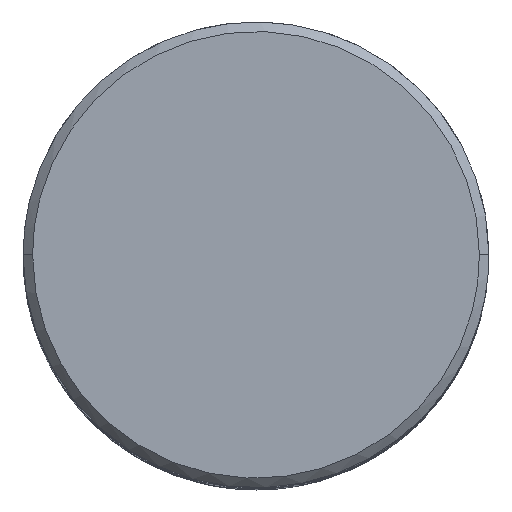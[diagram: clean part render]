
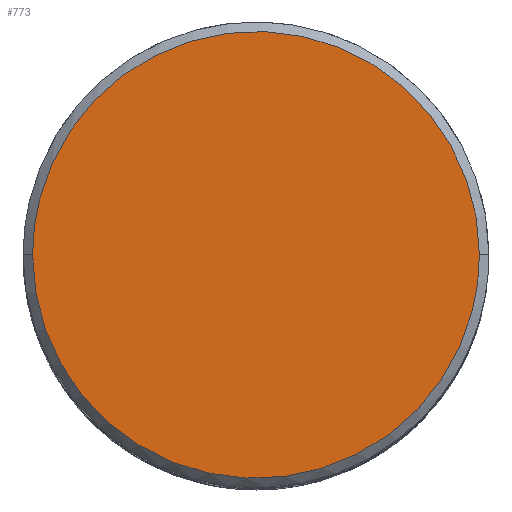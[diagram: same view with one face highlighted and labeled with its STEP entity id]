
A CAD part, top view. The second image highlights one B-rep face of the part: STEP entity #773.
In plain terms, the highlighted free-form (B-spline) face has degree [1, 1] with [2, 2] control points.
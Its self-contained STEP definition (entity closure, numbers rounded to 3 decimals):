
#8 = ORIENTED_EDGE ( 'NONE', *, *, #102, .T. ) ;
#17 = VERTEX_POINT ( 'NONE', #333 ) ;
#18 = CARTESIAN_POINT ( 'NONE',  ( -23.5, 0., 145. ) ) ;
#24 = CARTESIAN_POINT ( 'NONE',  ( 21.122, -10.415, 145. ) ) ;
#28 = CARTESIAN_POINT ( 'NONE',  ( 22.748, 6.094, 145. ) ) ;
#59 = CARTESIAN_POINT ( 'NONE',  ( -17.705, 15.529, 145. ) ) ;
#66 = CARTESIAN_POINT ( 'NONE',  ( -22.748, 6.094, 145. ) ) ;
#87 = CARTESIAN_POINT ( 'NONE',  ( 11.776, -20.395, 145. ) ) ;
#102 = EDGE_CURVE ( 'NONE', #17, #1145, #1054, .T. ) ;
#117 = CARTESIAN_POINT ( 'NONE',  ( 23.349, -3.075, 145. ) ) ;
#148 = CARTESIAN_POINT ( 'NONE',  ( -7.571, 22.3, 145. ) ) ;
#163 = CARTESIAN_POINT ( 'NONE',  ( 14.336, 18.684, 145. ) ) ;
#169 = CARTESIAN_POINT ( 'NONE',  ( 17.705, 15.529, 145. ) ) ;
#176 = CARTESIAN_POINT ( 'NONE',  ( 11.776, 20.395, 145. ) ) ;
#185 = CARTESIAN_POINT ( 'NONE',  ( -14.336, -18.684, 145. ) ) ;
#203 = CARTESIAN_POINT ( 'NONE',  ( -17.705, -15.529, 145. ) ) ;
#211 = CARTESIAN_POINT ( 'NONE',  ( -21.122, -10.415, 145. ) ) ;
#227 = CARTESIAN_POINT ( 'NONE',  ( 18.684, 14.336, 145. ) ) ;
#232 = CARTESIAN_POINT ( 'NONE',  ( 23.5, 0., 145. ) ) ;
#245 = CARTESIAN_POINT ( 'NONE',  ( -23.782, 23.782, 145. ) ) ;
#254 = CARTESIAN_POINT ( 'NONE',  ( 10.415, 21.122, 145. ) ) ;
#276 = CARTESIAN_POINT ( 'NONE',  ( -14.336, 18.684, 145. ) ) ;
#278 = CARTESIAN_POINT ( 'NONE',  ( -20.395, -11.776, 145. ) ) ;
#290 = CARTESIAN_POINT ( 'NONE',  ( -23.349, -3.075, 145. ) ) ;
#298 = CARTESIAN_POINT ( 'NONE',  ( -6.094, -22.748, 145. ) ) ;
#301 = CARTESIAN_POINT ( 'NONE',  ( 23.782, -23.782, 145. ) ) ;
#302 = EDGE_LOOP ( 'NONE', ( #785, #8 ) ) ;
#322 = CARTESIAN_POINT ( 'NONE',  ( 20.395, 11.776, 145. ) ) ;
#333 = CARTESIAN_POINT ( 'NONE',  ( 23.5, 0., 145. ) ) ;
#341 = CARTESIAN_POINT ( 'NONE',  ( -23.782, -23.782, 145. ) ) ;
#342 = EDGE_CURVE ( 'NONE', #1145, #17, #710, .T. ) ;
#359 = B_SPLINE_SURFACE_WITH_KNOTS ( 'NONE', 1, 1, ( 
 ( #341, #245 ),
 ( #301, #683 ) ),
 .UNSPECIFIED., .F., .F., .F.,
 ( 2, 2 ),
 ( 2, 2 ),
 ( 0., 1. ),
 ( 0., 1. ),
 .UNSPECIFIED. ) ;
#373 = CARTESIAN_POINT ( 'NONE',  ( -23.349, 3.075, 145. ) ) ;
#381 = CARTESIAN_POINT ( 'NONE',  ( 3.075, -23.349, 145. ) ) ;
#392 = CARTESIAN_POINT ( 'NONE',  ( -15.529, -17.705, 145. ) ) ;
#452 = CARTESIAN_POINT ( 'NONE',  ( -23.5, 1.539, 145. ) ) ;
#465 = CARTESIAN_POINT ( 'NONE',  ( -15.529, 17.705, 145. ) ) ;
#467 = CARTESIAN_POINT ( 'NONE',  ( 1.539, -23.5, 145. ) ) ;
#505 = CARTESIAN_POINT ( 'NONE',  ( 23.5, 1.539, 145. ) ) ;
#511 = CARTESIAN_POINT ( 'NONE',  ( 22.3, 7.571, 145. ) ) ;
#521 = CARTESIAN_POINT ( 'NONE',  ( 18.684, -14.336, 145. ) ) ;
#529 = CARTESIAN_POINT ( 'NONE',  ( -21.122, 10.415, 145. ) ) ;
#538 = CARTESIAN_POINT ( 'NONE',  ( 1.539, 23.5, 145. ) ) ;
#565 = CARTESIAN_POINT ( 'NONE',  ( -7.571, -22.3, 145. ) ) ;
#590 = CARTESIAN_POINT ( 'NONE',  ( -11.776, -20.395, 145. ) ) ;
#603 = CARTESIAN_POINT ( 'NONE',  ( 22.748, -6.094, 145. ) ) ;
#637 = CARTESIAN_POINT ( 'NONE',  ( -22.3, 7.571, 145. ) ) ;
#678 = CARTESIAN_POINT ( 'NONE',  ( -1.539, -23.5, 145. ) ) ;
#683 = CARTESIAN_POINT ( 'NONE',  ( 23.782, 23.782, 145. ) ) ;
#685 = CARTESIAN_POINT ( 'NONE',  ( -18.684, -14.336, 145. ) ) ;
#702 = CARTESIAN_POINT ( 'NONE',  ( 22.3, -7.571, 145. ) ) ;
#710 = B_SPLINE_CURVE_WITH_KNOTS ( 'NONE', 3,
 ( #18, #775, #290, #857, #959, #211, #278, #685, #203, #392, #185, #590, #1153, #565, #298, #851, #678, #467, #381, #947, #965, #1224, #87, #763, #1096, #786, #521, #882, #24, #702, #603, #117, #888, #232 ),
 .UNSPECIFIED., .F., .F.,
 ( 4, 2, 2, 2, 2, 2, 2, 2, 2, 2, 2, 2, 2, 2, 2, 2, 4 ),
 ( 3.142, 3.338, 3.534, 3.731, 3.927, 4.123, 4.32, 4.516, 4.712, 4.909, 5.105, 5.301, 5.498, 5.694, 5.89, 6.087, 6.283 ),
 .UNSPECIFIED. ) ;
#712 = CARTESIAN_POINT ( 'NONE',  ( 23.5, 0., 145. ) ) ;
#763 = CARTESIAN_POINT ( 'NONE',  ( 14.336, -18.684, 145. ) ) ;
#773 = ADVANCED_FACE ( 'NONE', ( #819 ), #359, .T. ) ;
#775 = CARTESIAN_POINT ( 'NONE',  ( -23.5, -1.539, 145. ) ) ;
#785 = ORIENTED_EDGE ( 'NONE', *, *, #342, .T. ) ;
#786 = CARTESIAN_POINT ( 'NONE',  ( 17.705, -15.529, 145. ) ) ;
#819 = FACE_OUTER_BOUND ( 'NONE', #302, .T. ) ;
#834 = CARTESIAN_POINT ( 'NONE',  ( -1.539, 23.5, 145. ) ) ;
#844 = CARTESIAN_POINT ( 'NONE',  ( -23.5, 0., 145. ) ) ;
#851 = CARTESIAN_POINT ( 'NONE',  ( -3.075, -23.349, 145. ) ) ;
#857 = CARTESIAN_POINT ( 'NONE',  ( -22.748, -6.094, 145. ) ) ;
#882 = CARTESIAN_POINT ( 'NONE',  ( 20.395, -11.776, 145. ) ) ;
#888 = CARTESIAN_POINT ( 'NONE',  ( 23.5, -1.539, 145. ) ) ;
#917 = CARTESIAN_POINT ( 'NONE',  ( -11.776, 20.395, 145. ) ) ;
#925 = CARTESIAN_POINT ( 'NONE',  ( 6.094, 22.748, 145. ) ) ;
#938 = CARTESIAN_POINT ( 'NONE',  ( 15.529, 17.705, 145. ) ) ;
#947 = CARTESIAN_POINT ( 'NONE',  ( 6.094, -22.748, 145. ) ) ;
#959 = CARTESIAN_POINT ( 'NONE',  ( -22.3, -7.571, 145. ) ) ;
#965 = CARTESIAN_POINT ( 'NONE',  ( 7.571, -22.3, 145. ) ) ;
#1018 = CARTESIAN_POINT ( 'NONE',  ( -20.395, 11.776, 145. ) ) ;
#1024 = CARTESIAN_POINT ( 'NONE',  ( -10.415, 21.122, 145. ) ) ;
#1033 = CARTESIAN_POINT ( 'NONE',  ( -23.5, 0., 145. ) ) ;
#1054 = B_SPLINE_CURVE_WITH_KNOTS ( 'NONE', 3,
 ( #712, #505, #1084, #28, #511, #1175, #322, #227, #169, #938, #163, #176, #254, #1120, #925, #1204, #538, #834, #1211, #1195, #148, #1024, #917, #276, #465, #59, #1126, #1018, #529, #637, #66, #373, #452, #1033 ),
 .UNSPECIFIED., .F., .F.,
 ( 4, 2, 2, 2, 2, 2, 2, 2, 2, 2, 2, 2, 2, 2, 2, 2, 4 ),
 ( 0., 0.196, 0.393, 0.589, 0.785, 0.982, 1.178, 1.374, 1.571, 1.767, 1.963, 2.16, 2.356, 2.553, 2.749, 2.945, 3.142 ),
 .UNSPECIFIED. ) ;
#1084 = CARTESIAN_POINT ( 'NONE',  ( 23.349, 3.075, 145. ) ) ;
#1096 = CARTESIAN_POINT ( 'NONE',  ( 15.529, -17.705, 145. ) ) ;
#1120 = CARTESIAN_POINT ( 'NONE',  ( 7.571, 22.3, 145. ) ) ;
#1126 = CARTESIAN_POINT ( 'NONE',  ( -18.684, 14.336, 145. ) ) ;
#1145 = VERTEX_POINT ( 'NONE', #844 ) ;
#1153 = CARTESIAN_POINT ( 'NONE',  ( -10.415, -21.122, 145. ) ) ;
#1175 = CARTESIAN_POINT ( 'NONE',  ( 21.122, 10.415, 145. ) ) ;
#1195 = CARTESIAN_POINT ( 'NONE',  ( -6.094, 22.748, 145. ) ) ;
#1204 = CARTESIAN_POINT ( 'NONE',  ( 3.075, 23.349, 145. ) ) ;
#1211 = CARTESIAN_POINT ( 'NONE',  ( -3.075, 23.349, 145. ) ) ;
#1224 = CARTESIAN_POINT ( 'NONE',  ( 10.415, -21.122, 145. ) ) ;
